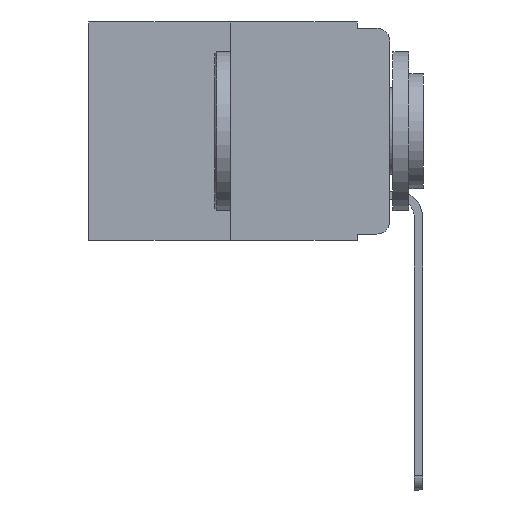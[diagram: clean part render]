
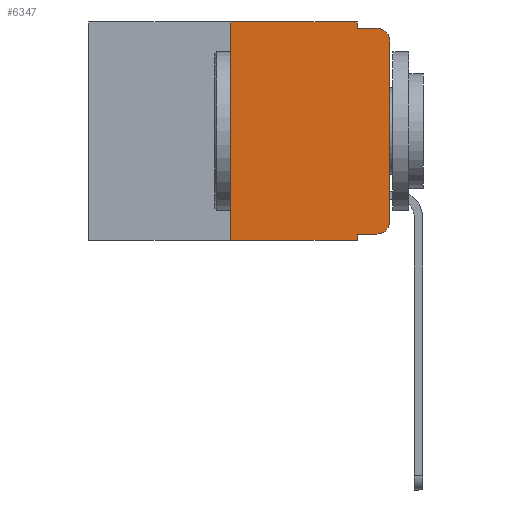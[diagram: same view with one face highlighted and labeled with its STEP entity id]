
A CAD part, left-side view. The second image highlights one B-rep face of the part: STEP entity #6347.
In plain terms, the highlighted planar face has unit normal (-1, 0, 0).
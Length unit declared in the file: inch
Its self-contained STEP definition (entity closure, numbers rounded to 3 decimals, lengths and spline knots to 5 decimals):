
#11 = ORIENTED_EDGE ( 'NONE', *, *, #3606, .F. ) ;
#437 = DIRECTION ( 'NONE',  ( 0., -1., 0. ) ) ;
#496 = DIRECTION ( 'NONE',  ( 0., 0., 1. ) ) ;
#792 = ORIENTED_EDGE ( 'NONE', *, *, #7319, .F. ) ;
#902 = DIRECTION ( 'NONE',  ( 0., -1., 0. ) ) ;
#926 = EDGE_CURVE ( 'NONE', #9827, #16915, #16522, .T. ) ;
#1087 = DIRECTION ( 'NONE',  ( 0., 0., -1. ) ) ;
#1233 = VECTOR ( 'NONE', #9928, 39.37008 ) ;
#1265 = CARTESIAN_POINT ( 'NONE',  ( 0., 0., -0.03 ) ) ;
#1566 = FACE_OUTER_BOUND ( 'NONE', #9265, .T. ) ;
#2071 = CARTESIAN_POINT ( 'NONE',  ( 0., 0.051, -0.333 ) ) ;
#2080 = DIRECTION ( 'NONE',  ( 0., -1., 0. ) ) ;
#2221 = DIRECTION ( 'NONE',  ( 0., 0., -1. ) ) ;
#2293 = CARTESIAN_POINT ( 'NONE',  ( 0., 0.051, 0. ) ) ;
#2420 = VECTOR ( 'NONE', #902, 39.37008 ) ;
#3066 = CARTESIAN_POINT ( 'NONE',  ( 0., 0.051, -0.01 ) ) ;
#3192 = LINE ( 'NONE', #12766, #5814 ) ;
#3433 = ORIENTED_EDGE ( 'NONE', *, *, #14019, .F. ) ;
#3435 = VECTOR ( 'NONE', #2080, 39.37008 ) ;
#3447 = CARTESIAN_POINT ( 'NONE',  ( 0., 0.25, -0.343 ) ) ;
#3515 = CARTESIAN_POINT ( 'NONE',  ( 0., 0.051, -0.01 ) ) ;
#3606 = EDGE_CURVE ( 'NONE', #17768, #5971, #3192, .T. ) ;
#4128 = ORIENTED_EDGE ( 'NONE', *, *, #10260, .T. ) ;
#4341 = CARTESIAN_POINT ( 'NONE',  ( 0., 0.25, 0. ) ) ;
#4462 = CARTESIAN_POINT ( 'NONE',  ( 0., 0.02, -0.313 ) ) ;
#5030 = EDGE_CURVE ( 'NONE', #5971, #16915, #15513, .T. ) ;
#5098 = LINE ( 'NONE', #5942, #12112 ) ;
#5103 = CARTESIAN_POINT ( 'NONE',  ( 0., 0.473, 0. ) ) ;
#5299 = LINE ( 'NONE', #15140, #1233 ) ;
#5464 = CARTESIAN_POINT ( 'NONE',  ( 0., 0.051, -0.333 ) ) ;
#5485 = CARTESIAN_POINT ( 'NONE',  ( 0., 0.02, -0.03 ) ) ;
#5526 = DIRECTION ( 'NONE',  ( 0., 0., -1. ) ) ;
#5531 = DIRECTION ( 'NONE',  ( -1., 0., 0. ) ) ;
#5608 = ORIENTED_EDGE ( 'NONE', *, *, #8275, .F. ) ;
#5814 = VECTOR ( 'NONE', #2221, 39.37008 ) ;
#5857 = LINE ( 'NONE', #8740, #12753 ) ;
#5942 = CARTESIAN_POINT ( 'NONE',  ( 0., 0.25, 0. ) ) ;
#5971 = VERTEX_POINT ( 'NONE', #3066 ) ;
#6045 = DIRECTION ( 'NONE',  ( 0., 0., -1. ) ) ;
#6289 = ORIENTED_EDGE ( 'NONE', *, *, #15473, .T. ) ;
#6347 = ADVANCED_FACE ( 'NONE', ( #1566 ), #17741, .F. ) ;
#6477 = LINE ( 'NONE', #5464, #2420 ) ;
#7319 = EDGE_CURVE ( 'NONE', #16188, #9254, #5098, .T. ) ;
#7461 = LINE ( 'NONE', #5103, #3435 ) ;
#7912 = CIRCLE ( 'NONE', #11645, 0.02 ) ;
#8054 = VECTOR ( 'NONE', #437, 39.37008 ) ;
#8080 = CARTESIAN_POINT ( 'NONE',  ( 0., 0., 0. ) ) ;
#8252 = VERTEX_POINT ( 'NONE', #13946 ) ;
#8275 = EDGE_CURVE ( 'NONE', #10033, #17599, #5857, .T. ) ;
#8740 = CARTESIAN_POINT ( 'NONE',  ( 0., 0.051, 0. ) ) ;
#9041 = VECTOR ( 'NONE', #496, 39.37008 ) ;
#9254 = VERTEX_POINT ( 'NONE', #4341 ) ;
#9265 = EDGE_LOOP ( 'NONE', ( #6289, #16169, #10041, #11, #3433, #792, #4128, #5608, #11756, #9887 ) ) ;
#9332 = CARTESIAN_POINT ( 'NONE',  ( 0., 0.051, -0.343 ) ) ;
#9827 = VERTEX_POINT ( 'NONE', #1265 ) ;
#9844 = VERTEX_POINT ( 'NONE', #10105 ) ;
#9887 = ORIENTED_EDGE ( 'NONE', *, *, #14488, .T. ) ;
#9928 = DIRECTION ( 'NONE',  ( 0., -1., 0. ) ) ;
#9954 = DIRECTION ( 'NONE',  ( 1., 0., 0. ) ) ;
#10033 = VERTEX_POINT ( 'NONE', #2071 ) ;
#10041 = ORIENTED_EDGE ( 'NONE', *, *, #5030, .F. ) ;
#10105 = CARTESIAN_POINT ( 'NONE',  ( 0., 0.02, -0.333 ) ) ;
#10191 = DIRECTION ( 'NONE',  ( 0., 0., 1. ) ) ;
#10260 = EDGE_CURVE ( 'NONE', #16188, #17599, #5299, .T. ) ;
#10529 = CARTESIAN_POINT ( 'NONE',  ( 0., 0.02, -0.01 ) ) ;
#10733 = LINE ( 'NONE', #8080, #9041 ) ;
#10985 = EDGE_CURVE ( 'NONE', #10033, #9844, #6477, .T. ) ;
#11645 = AXIS2_PLACEMENT_3D ( 'NONE', #4462, #14160, #6045 ) ;
#11654 = AXIS2_PLACEMENT_3D ( 'NONE', #12558, #9954, #1087 ) ;
#11756 = ORIENTED_EDGE ( 'NONE', *, *, #10985, .T. ) ;
#12112 = VECTOR ( 'NONE', #10191, 39.37008 ) ;
#12558 = CARTESIAN_POINT ( 'NONE',  ( 0., 0.473, 0. ) ) ;
#12753 = VECTOR ( 'NONE', #14051, 39.37008 ) ;
#12766 = CARTESIAN_POINT ( 'NONE',  ( 0., 0.051, 0. ) ) ;
#13199 = AXIS2_PLACEMENT_3D ( 'NONE', #5485, #5531, #5526 ) ;
#13946 = CARTESIAN_POINT ( 'NONE',  ( 0., 0., -0.313 ) ) ;
#14019 = EDGE_CURVE ( 'NONE', #9254, #17768, #7461, .T. ) ;
#14051 = DIRECTION ( 'NONE',  ( 0., 0., -1. ) ) ;
#14160 = DIRECTION ( 'NONE',  ( -1., 0., 0. ) ) ;
#14488 = EDGE_CURVE ( 'NONE', #9844, #8252, #7912, .T. ) ;
#15140 = CARTESIAN_POINT ( 'NONE',  ( 0., 0.473, -0.343 ) ) ;
#15473 = EDGE_CURVE ( 'NONE', #8252, #9827, #10733, .T. ) ;
#15513 = LINE ( 'NONE', #3515, #8054 ) ;
#16169 = ORIENTED_EDGE ( 'NONE', *, *, #926, .T. ) ;
#16188 = VERTEX_POINT ( 'NONE', #3447 ) ;
#16522 = CIRCLE ( 'NONE', #13199, 0.02 ) ;
#16915 = VERTEX_POINT ( 'NONE', #10529 ) ;
#17599 = VERTEX_POINT ( 'NONE', #9332 ) ;
#17741 = PLANE ( 'NONE',  #11654 ) ;
#17768 = VERTEX_POINT ( 'NONE', #2293 ) ;
